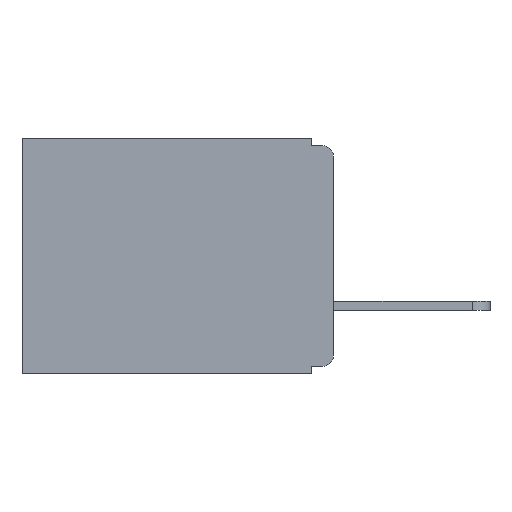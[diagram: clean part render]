
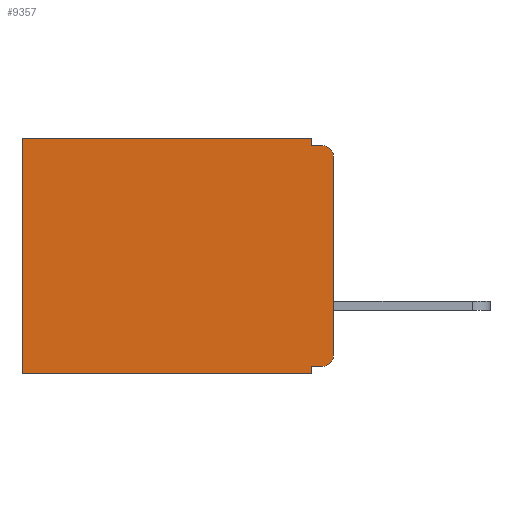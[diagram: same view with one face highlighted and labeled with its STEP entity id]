
A CAD part, left-side view. The second image highlights one B-rep face of the part: STEP entity #9357.
In plain terms, the highlighted planar face has unit normal (-1, 0, 0).
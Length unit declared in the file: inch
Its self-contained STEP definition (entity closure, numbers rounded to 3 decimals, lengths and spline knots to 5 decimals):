
#85 = CARTESIAN_POINT ( 'NONE',  ( 0.3, 0., -0.33 ) ) ;
#349 = VECTOR ( 'NONE', #5617, 39.37008 ) ;
#479 = VECTOR ( 'NONE', #7214, 39.37008 ) ;
#501 = LINE ( 'NONE', #911, #1630 ) ;
#583 = DIRECTION ( 'NONE',  ( 0., -1., 0. ) ) ;
#643 = CARTESIAN_POINT ( 'NONE',  ( 0.3, 0.437, -0.33 ) ) ;
#685 = VERTEX_POINT ( 'NONE', #1721 ) ;
#714 = EDGE_CURVE ( 'NONE', #5454, #1898, #501, .T. ) ;
#733 = ORIENTED_EDGE ( 'NONE', *, *, #714, .T. ) ;
#796 = CARTESIAN_POINT ( 'NONE',  ( 0.3, 0.031, 0. ) ) ;
#815 = VECTOR ( 'NONE', #2286, 39.37008 ) ;
#830 = CARTESIAN_POINT ( 'NONE',  ( 0.3, 0.437, -0.33 ) ) ;
#911 = CARTESIAN_POINT ( 'NONE',  ( 0.3, 0., 0. ) ) ;
#1199 = CIRCLE ( 'NONE', #3320, 0.015 ) ;
#1462 = CARTESIAN_POINT ( 'NONE',  ( 0.3, 0.031, 0. ) ) ;
#1465 = CIRCLE ( 'NONE', #4894, 0.015 ) ;
#1565 = CARTESIAN_POINT ( 'NONE',  ( 0.3, 0.437, 0. ) ) ;
#1588 = VECTOR ( 'NONE', #6447, 39.37008 ) ;
#1613 = CARTESIAN_POINT ( 'NONE',  ( 0.3, 0.031, -0.32 ) ) ;
#1630 = VECTOR ( 'NONE', #7383, 39.37008 ) ;
#1721 = CARTESIAN_POINT ( 'NONE',  ( 0.3, 0.031, -0.33 ) ) ;
#1800 = CARTESIAN_POINT ( 'NONE',  ( 0.3, 0.015, -0.025 ) ) ;
#1841 = EDGE_CURVE ( 'NONE', #5454, #6133, #2142, .T. ) ;
#1898 = VERTEX_POINT ( 'NONE', #1565 ) ;
#1934 = CARTESIAN_POINT ( 'NONE',  ( 0.3, 0.031, -0.01 ) ) ;
#2093 = AXIS2_PLACEMENT_3D ( 'NONE', #85, #5703, #4953 ) ;
#2142 = LINE ( 'NONE', #1462, #5934 ) ;
#2286 = DIRECTION ( 'NONE',  ( 0., 0., -1. ) ) ;
#2302 = CARTESIAN_POINT ( 'NONE',  ( 0.3, 0.031, -0.33 ) ) ;
#2307 = ORIENTED_EDGE ( 'NONE', *, *, #6910, .F. ) ;
#2519 = ORIENTED_EDGE ( 'NONE', *, *, #9062, .F. ) ;
#2866 = CARTESIAN_POINT ( 'NONE',  ( 0.3, 0., -0.01 ) ) ;
#2921 = VERTEX_POINT ( 'NONE', #1613 ) ;
#3118 = LINE ( 'NONE', #643, #815 ) ;
#3320 = AXIS2_PLACEMENT_3D ( 'NONE', #1800, #7490, #4311 ) ;
#3506 = EDGE_CURVE ( 'NONE', #6133, #10367, #6872, .T. ) ;
#3782 = LINE ( 'NONE', #8001, #479 ) ;
#3799 = ORIENTED_EDGE ( 'NONE', *, *, #6004, .F. ) ;
#3928 = CARTESIAN_POINT ( 'NONE',  ( 0.3, 0.015, -0.32 ) ) ;
#4311 = DIRECTION ( 'NONE',  ( 0., 0., -1. ) ) ;
#4478 = VECTOR ( 'NONE', #583, 39.37008 ) ;
#4683 = LINE ( 'NONE', #2302, #349 ) ;
#4686 = ORIENTED_EDGE ( 'NONE', *, *, #7439, .T. ) ;
#4740 = DIRECTION ( 'NONE',  ( 0., 1., 0. ) ) ;
#4817 = PLANE ( 'NONE',  #2093 ) ;
#4894 = AXIS2_PLACEMENT_3D ( 'NONE', #8815, #9710, #5557 ) ;
#4953 = DIRECTION ( 'NONE',  ( 0., 0., -1. ) ) ;
#5035 = EDGE_LOOP ( 'NONE', ( #3799, #6898, #7514, #7278, #733, #4686, #2307, #9581, #2519, #9242 ) ) ;
#5193 = CARTESIAN_POINT ( 'NONE',  ( 0.3, 0., -0.305 ) ) ;
#5454 = VERTEX_POINT ( 'NONE', #796 ) ;
#5557 = DIRECTION ( 'NONE',  ( 0., 0., -1. ) ) ;
#5617 = DIRECTION ( 'NONE',  ( 0., 0., -1. ) ) ;
#5674 = FACE_OUTER_BOUND ( 'NONE', #5035, .T. ) ;
#5692 = CARTESIAN_POINT ( 'NONE',  ( 0.3, 0., -0.32 ) ) ;
#5703 = DIRECTION ( 'NONE',  ( 1., 0., 0. ) ) ;
#5934 = VECTOR ( 'NONE', #6400, 39.37008 ) ;
#6004 = EDGE_CURVE ( 'NONE', #7927, #8355, #3782, .T. ) ;
#6133 = VERTEX_POINT ( 'NONE', #1934 ) ;
#6296 = CARTESIAN_POINT ( 'NONE',  ( 0.3, 0., -0.025 ) ) ;
#6400 = DIRECTION ( 'NONE',  ( 0., 0., -1. ) ) ;
#6447 = DIRECTION ( 'NONE',  ( 0., 1., 0. ) ) ;
#6872 = LINE ( 'NONE', #2866, #4478 ) ;
#6898 = ORIENTED_EDGE ( 'NONE', *, *, #9475, .T. ) ;
#6910 = EDGE_CURVE ( 'NONE', #685, #8752, #9238, .T. ) ;
#7214 = DIRECTION ( 'NONE',  ( 0., 0., -1. ) ) ;
#7278 = ORIENTED_EDGE ( 'NONE', *, *, #1841, .F. ) ;
#7383 = DIRECTION ( 'NONE',  ( 0., 1., 0. ) ) ;
#7439 = EDGE_CURVE ( 'NONE', #1898, #8752, #3118, .T. ) ;
#7490 = DIRECTION ( 'NONE',  ( -1., 0., 0. ) ) ;
#7514 = ORIENTED_EDGE ( 'NONE', *, *, #3506, .F. ) ;
#7927 = VERTEX_POINT ( 'NONE', #6296 ) ;
#8001 = CARTESIAN_POINT ( 'NONE',  ( 0.3, 0., -0.33 ) ) ;
#8355 = VERTEX_POINT ( 'NONE', #5193 ) ;
#8599 = VECTOR ( 'NONE', #4740, 39.37008 ) ;
#8661 = EDGE_CURVE ( 'NONE', #2921, #685, #4683, .T. ) ;
#8752 = VERTEX_POINT ( 'NONE', #830 ) ;
#8815 = CARTESIAN_POINT ( 'NONE',  ( 0.3, 0.015, -0.305 ) ) ;
#8985 = LINE ( 'NONE', #5692, #8599 ) ;
#9062 = EDGE_CURVE ( 'NONE', #10418, #2921, #8985, .T. ) ;
#9079 = EDGE_CURVE ( 'NONE', #10418, #8355, #1465, .T. ) ;
#9238 = LINE ( 'NONE', #10540, #1588 ) ;
#9242 = ORIENTED_EDGE ( 'NONE', *, *, #9079, .T. ) ;
#9357 = ADVANCED_FACE ( 'NONE', ( #5674 ), #4817, .F. ) ;
#9475 = EDGE_CURVE ( 'NONE', #7927, #10367, #1199, .T. ) ;
#9581 = ORIENTED_EDGE ( 'NONE', *, *, #8661, .F. ) ;
#9710 = DIRECTION ( 'NONE',  ( -1., 0., 0. ) ) ;
#10367 = VERTEX_POINT ( 'NONE', #10501 ) ;
#10418 = VERTEX_POINT ( 'NONE', #3928 ) ;
#10501 = CARTESIAN_POINT ( 'NONE',  ( 0.3, 0.015, -0.01 ) ) ;
#10540 = CARTESIAN_POINT ( 'NONE',  ( 0.3, 0., -0.33 ) ) ;
